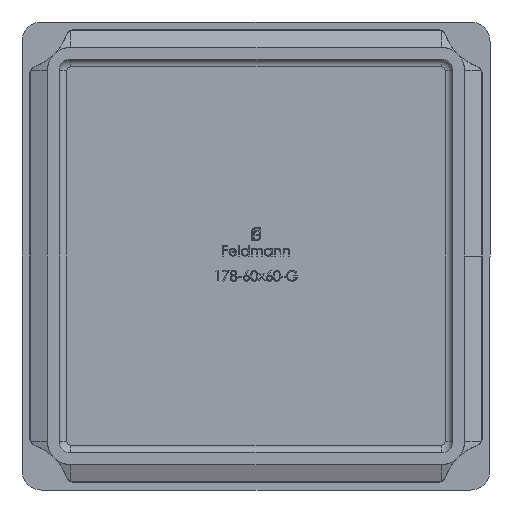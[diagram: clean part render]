
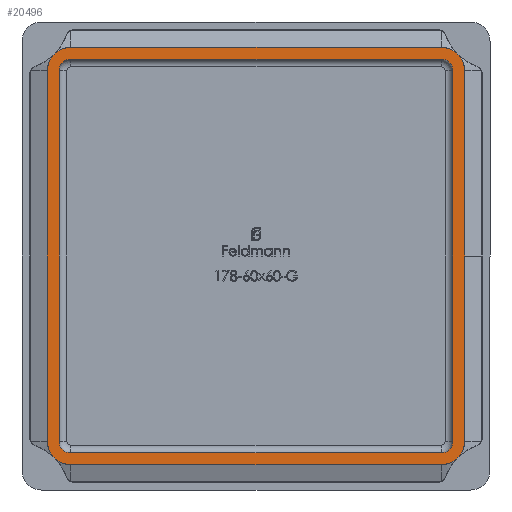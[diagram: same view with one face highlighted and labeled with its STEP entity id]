
A CAD part, front view. The second image highlights one B-rep face of the part: STEP entity #20496.
In plain terms, the highlighted planar face has unit normal (0, -1, 0).
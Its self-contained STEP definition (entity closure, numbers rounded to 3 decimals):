
#366 = CIRCLE ( 'NONE', #18782, 3. ) ;
#367 = DIRECTION ( 'NONE',  ( 1., 0., 0. ) ) ;
#402 = DIRECTION ( 'NONE',  ( 0., -1., 0. ) ) ;
#424 = EDGE_CURVE ( 'NONE', #19179, #1875, #3900, .T. ) ;
#450 = EDGE_CURVE ( 'NONE', #1620, #19179, #2345, .T. ) ;
#866 = DIRECTION ( 'NONE',  ( 0., -1., 0. ) ) ;
#912 = DIRECTION ( 'NONE',  ( 0., 0., 1. ) ) ;
#1174 = CARTESIAN_POINT ( 'NONE',  ( -25.25, -16., 23.75 ) ) ;
#1287 = CIRCLE ( 'NONE', #12704, 1.5 ) ;
#1358 = AXIS2_PLACEMENT_3D ( 'NONE', #16432, #402, #15341 ) ;
#1400 = CARTESIAN_POINT ( 'NONE',  ( 23.75, -16., 25.25 ) ) ;
#1599 = VERTEX_POINT ( 'NONE', #6509 ) ;
#1615 = EDGE_CURVE ( 'NONE', #4590, #4585, #19740, .T. ) ;
#1620 = VERTEX_POINT ( 'NONE', #18033 ) ;
#1875 = VERTEX_POINT ( 'NONE', #5545 ) ;
#1894 = ORIENTED_EDGE ( 'NONE', *, *, #6951, .T. ) ;
#2021 = CARTESIAN_POINT ( 'NONE',  ( -23.75, -16., -25.25 ) ) ;
#2250 = DIRECTION ( 'NONE',  ( 0., 0., 1. ) ) ;
#2345 = CIRCLE ( 'NONE', #1358, 1.5 ) ;
#2597 = CARTESIAN_POINT ( 'NONE',  ( -23.75, -16., 25.25 ) ) ;
#2916 = VECTOR ( 'NONE', #7724, 1000. ) ;
#3095 = LINE ( 'NONE', #11909, #8594 ) ;
#3142 = CIRCLE ( 'NONE', #21120, 3. ) ;
#3647 = VERTEX_POINT ( 'NONE', #13372 ) ;
#3654 = CARTESIAN_POINT ( 'NONE',  ( 25.25, -16., 23.75 ) ) ;
#3734 = EDGE_CURVE ( 'NONE', #16943, #9424, #366, .T. ) ;
#3771 = ORIENTED_EDGE ( 'NONE', *, *, #12592, .T. ) ;
#3816 = DIRECTION ( 'NONE',  ( 0., -1., 0. ) ) ;
#3900 = LINE ( 'NONE', #3654, #15078 ) ;
#3943 = CARTESIAN_POINT ( 'NONE',  ( -25.25, -16., -23.75 ) ) ;
#3965 = DIRECTION ( 'NONE',  ( 0., 0., -1. ) ) ;
#4054 = EDGE_CURVE ( 'NONE', #7012, #1620, #7928, .T. ) ;
#4233 = CARTESIAN_POINT ( 'NONE',  ( -23.75, -16., 25.25 ) ) ;
#4274 = DIRECTION ( 'NONE',  ( -1., 0., 0. ) ) ;
#4559 = CARTESIAN_POINT ( 'NONE',  ( 23.75, -16., 23.75 ) ) ;
#4585 = VERTEX_POINT ( 'NONE', #21357 ) ;
#4590 = VERTEX_POINT ( 'NONE', #11456 ) ;
#4682 = CARTESIAN_POINT ( 'NONE',  ( -26.75, -16., 23.75 ) ) ;
#4755 = ORIENTED_EDGE ( 'NONE', *, *, #19932, .T. ) ;
#5039 = VERTEX_POINT ( 'NONE', #1400 ) ;
#5219 = ORIENTED_EDGE ( 'NONE', *, *, #7910, .T. ) ;
#5306 = CARTESIAN_POINT ( 'NONE',  ( -23.75, -16., -23.75 ) ) ;
#5440 = ORIENTED_EDGE ( 'NONE', *, *, #17967, .T. ) ;
#5545 = CARTESIAN_POINT ( 'NONE',  ( 25.25, -16., 23.75 ) ) ;
#5766 = DIRECTION ( 'NONE',  ( 0., -1., 0. ) ) ;
#5846 = CARTESIAN_POINT ( 'NONE',  ( -23.75, -16., 23.75 ) ) ;
#5952 = CARTESIAN_POINT ( 'NONE',  ( 23.75, -16., 26.75 ) ) ;
#5990 = VECTOR ( 'NONE', #4274, 1000. ) ;
#6029 = VECTOR ( 'NONE', #18962, 1000. ) ;
#6085 = ORIENTED_EDGE ( 'NONE', *, *, #8869, .F. ) ;
#6296 = PLANE ( 'NONE',  #9847 ) ;
#6436 = DIRECTION ( 'NONE',  ( 0., 0., 1. ) ) ;
#6509 = CARTESIAN_POINT ( 'NONE',  ( 23.75, -16., -26.75 ) ) ;
#6951 = EDGE_CURVE ( 'NONE', #16276, #16943, #16650, .T. ) ;
#7012 = VERTEX_POINT ( 'NONE', #16851 ) ;
#7283 = AXIS2_PLACEMENT_3D ( 'NONE', #9580, #21004, #14534 ) ;
#7724 = DIRECTION ( 'NONE',  ( 0., 0., -1. ) ) ;
#7747 = CARTESIAN_POINT ( 'NONE',  ( -25.25, -16., 23.75 ) ) ;
#7910 = EDGE_CURVE ( 'NONE', #11904, #3647, #14279, .T. ) ;
#7928 = LINE ( 'NONE', #2021, #21128 ) ;
#7967 = CARTESIAN_POINT ( 'NONE',  ( 23.75, -16., -23.75 ) ) ;
#8594 = VECTOR ( 'NONE', #18568, 1000. ) ;
#8832 = EDGE_CURVE ( 'NONE', #1875, #5039, #1287, .T. ) ;
#8869 = EDGE_CURVE ( 'NONE', #5039, #13897, #10138, .T. ) ;
#9076 = AXIS2_PLACEMENT_3D ( 'NONE', #20923, #11016, #912 ) ;
#9424 = VERTEX_POINT ( 'NONE', #4682 ) ;
#9580 = CARTESIAN_POINT ( 'NONE',  ( -23.75, -16., -23.75 ) ) ;
#9683 = LINE ( 'NONE', #12443, #16671 ) ;
#9847 = AXIS2_PLACEMENT_3D ( 'NONE', #7967, #19335, #11305 ) ;
#10138 = LINE ( 'NONE', #2597, #5990 ) ;
#10161 = CARTESIAN_POINT ( 'NONE',  ( 23.75, -16., 23.75 ) ) ;
#10387 = FACE_BOUND ( 'NONE', #19909, .T. ) ;
#10485 = EDGE_CURVE ( 'NONE', #16699, #7012, #15774, .T. ) ;
#11016 = DIRECTION ( 'NONE',  ( 0., -1., 0. ) ) ;
#11305 = DIRECTION ( 'NONE',  ( 0., 0., -1. ) ) ;
#11337 = ORIENTED_EDGE ( 'NONE', *, *, #8832, .F. ) ;
#11433 = CIRCLE ( 'NONE', #9076, 1.5 ) ;
#11456 = CARTESIAN_POINT ( 'NONE',  ( 26.75, -16., -23.75 ) ) ;
#11655 = CARTESIAN_POINT ( 'NONE',  ( 26.75, -16., 23.75 ) ) ;
#11852 = CIRCLE ( 'NONE', #13143, 3. ) ;
#11878 = CARTESIAN_POINT ( 'NONE',  ( 25.25, -16., -23.75 ) ) ;
#11904 = VERTEX_POINT ( 'NONE', #17000 ) ;
#11909 = CARTESIAN_POINT ( 'NONE',  ( -23.75, -16., -26.75 ) ) ;
#12443 = CARTESIAN_POINT ( 'NONE',  ( -26.75, -16., 23.75 ) ) ;
#12592 = EDGE_CURVE ( 'NONE', #1599, #4590, #11852, .T. ) ;
#12625 = ORIENTED_EDGE ( 'NONE', *, *, #424, .F. ) ;
#12704 = AXIS2_PLACEMENT_3D ( 'NONE', #4559, #14350, #16181 ) ;
#13113 = VERTEX_POINT ( 'NONE', #7747 ) ;
#13143 = AXIS2_PLACEMENT_3D ( 'NONE', #20511, #866, #3965 ) ;
#13372 = CARTESIAN_POINT ( 'NONE',  ( -23.75, -16., -26.75 ) ) ;
#13455 = DIRECTION ( 'NONE',  ( 0., -1., 0. ) ) ;
#13549 = ORIENTED_EDGE ( 'NONE', *, *, #20457, .F. ) ;
#13825 = LINE ( 'NONE', #1174, #2916 ) ;
#13897 = VERTEX_POINT ( 'NONE', #4233 ) ;
#13987 = FACE_OUTER_BOUND ( 'NONE', #15605, .T. ) ;
#14279 = CIRCLE ( 'NONE', #7283, 3. ) ;
#14350 = DIRECTION ( 'NONE',  ( 0., -1., 0. ) ) ;
#14534 = DIRECTION ( 'NONE',  ( 0., 0., 1. ) ) ;
#14804 = ORIENTED_EDGE ( 'NONE', *, *, #15941, .F. ) ;
#15078 = VECTOR ( 'NONE', #15288, 1000. ) ;
#15140 = DIRECTION ( 'NONE',  ( 0., 0., 1. ) ) ;
#15288 = DIRECTION ( 'NONE',  ( 0., 0., 1. ) ) ;
#15341 = DIRECTION ( 'NONE',  ( 0., 0., -1. ) ) ;
#15567 = CARTESIAN_POINT ( 'NONE',  ( -23.75, -16., 26.75 ) ) ;
#15605 = EDGE_LOOP ( 'NONE', ( #3771, #18990, #5440, #1894, #17711, #18205, #5219, #4755 ) ) ;
#15774 = CIRCLE ( 'NONE', #19248, 1.5 ) ;
#15838 = ORIENTED_EDGE ( 'NONE', *, *, #10485, .F. ) ;
#15845 = VECTOR ( 'NONE', #6436, 1000. ) ;
#15941 = EDGE_CURVE ( 'NONE', #13113, #16699, #13825, .T. ) ;
#16181 = DIRECTION ( 'NONE',  ( 0., 0., 1. ) ) ;
#16276 = VERTEX_POINT ( 'NONE', #5952 ) ;
#16432 = CARTESIAN_POINT ( 'NONE',  ( 23.75, -16., -23.75 ) ) ;
#16645 = CARTESIAN_POINT ( 'NONE',  ( -23.75, -16., 26.75 ) ) ;
#16650 = LINE ( 'NONE', #15567, #6029 ) ;
#16671 = VECTOR ( 'NONE', #17531, 1000. ) ;
#16699 = VERTEX_POINT ( 'NONE', #3943 ) ;
#16770 = EDGE_CURVE ( 'NONE', #9424, #11904, #9683, .T. ) ;
#16851 = CARTESIAN_POINT ( 'NONE',  ( -23.75, -16., -25.25 ) ) ;
#16943 = VERTEX_POINT ( 'NONE', #16645 ) ;
#17000 = CARTESIAN_POINT ( 'NONE',  ( -26.75, -16., -23.75 ) ) ;
#17187 = DIRECTION ( 'NONE',  ( 0., 0., 1. ) ) ;
#17531 = DIRECTION ( 'NONE',  ( 0., 0., -1. ) ) ;
#17711 = ORIENTED_EDGE ( 'NONE', *, *, #3734, .T. ) ;
#17766 = ORIENTED_EDGE ( 'NONE', *, *, #4054, .F. ) ;
#17967 = EDGE_CURVE ( 'NONE', #4585, #16276, #3142, .T. ) ;
#18033 = CARTESIAN_POINT ( 'NONE',  ( 23.75, -16., -25.25 ) ) ;
#18205 = ORIENTED_EDGE ( 'NONE', *, *, #16770, .T. ) ;
#18568 = DIRECTION ( 'NONE',  ( 1., 0., 0. ) ) ;
#18782 = AXIS2_PLACEMENT_3D ( 'NONE', #5846, #5766, #2250 ) ;
#18962 = DIRECTION ( 'NONE',  ( -1., 0., 0. ) ) ;
#18990 = ORIENTED_EDGE ( 'NONE', *, *, #1615, .T. ) ;
#19175 = ORIENTED_EDGE ( 'NONE', *, *, #450, .F. ) ;
#19179 = VERTEX_POINT ( 'NONE', #11878 ) ;
#19248 = AXIS2_PLACEMENT_3D ( 'NONE', #5306, #3816, #17187 ) ;
#19335 = DIRECTION ( 'NONE',  ( 0., -1., 0. ) ) ;
#19740 = LINE ( 'NONE', #11655, #15845 ) ;
#19909 = EDGE_LOOP ( 'NONE', ( #14804, #13549, #6085, #11337, #12625, #19175, #17766, #15838 ) ) ;
#19932 = EDGE_CURVE ( 'NONE', #3647, #1599, #3095, .T. ) ;
#20457 = EDGE_CURVE ( 'NONE', #13897, #13113, #11433, .T. ) ;
#20496 = ADVANCED_FACE ( 'NONE', ( #13987, #10387 ), #6296, .T. ) ;
#20511 = CARTESIAN_POINT ( 'NONE',  ( 23.75, -16., -23.75 ) ) ;
#20923 = CARTESIAN_POINT ( 'NONE',  ( -23.75, -16., 23.75 ) ) ;
#21004 = DIRECTION ( 'NONE',  ( 0., -1., 0. ) ) ;
#21120 = AXIS2_PLACEMENT_3D ( 'NONE', #10161, #13455, #15140 ) ;
#21128 = VECTOR ( 'NONE', #367, 1000. ) ;
#21357 = CARTESIAN_POINT ( 'NONE',  ( 26.75, -16., 23.75 ) ) ;
